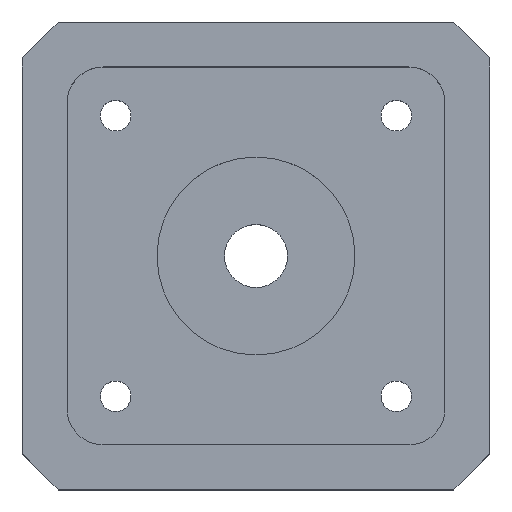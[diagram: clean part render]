
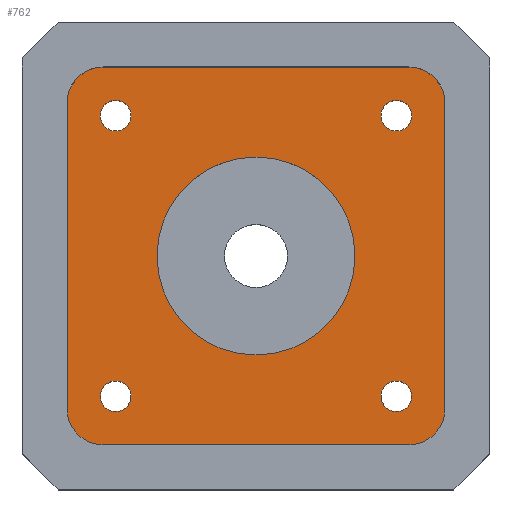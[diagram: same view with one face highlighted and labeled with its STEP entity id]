
A CAD part, top view. The second image highlights one B-rep face of the part: STEP entity #762.
In plain terms, the highlighted planar face has unit normal (0, 0, 1).
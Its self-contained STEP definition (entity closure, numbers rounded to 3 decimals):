
#20=FACE_BOUND('',#134,.T.);
#21=FACE_BOUND('',#135,.T.);
#22=FACE_BOUND('',#136,.T.);
#23=FACE_BOUND('',#137,.T.);
#24=FACE_BOUND('',#138,.T.);
#58=PLANE('',#833);
#86=FACE_OUTER_BOUND('',#133,.T.);
#133=EDGE_LOOP('',(#554,#555,#556,#557,#558,#559,#560,#561));
#134=EDGE_LOOP('',(#562));
#135=EDGE_LOOP('',(#563));
#136=EDGE_LOOP('',(#564));
#137=EDGE_LOOP('',(#565));
#138=EDGE_LOOP('',(#566));
#216=LINE('',#1169,#272);
#221=LINE('',#1183,#277);
#222=LINE('',#1185,#278);
#223=LINE('',#1189,#279);
#272=VECTOR('',#929,10.);
#277=VECTOR('',#942,10.);
#278=VECTOR('',#943,10.);
#279=VECTOR('',#946,10.);
#326=CIRCLE('',#827,4.);
#328=CIRCLE('',#831,4.);
#330=CIRCLE('',#834,4.);
#331=CIRCLE('',#835,4.);
#332=CIRCLE('',#836,1.7);
#333=CIRCLE('',#837,1.7);
#334=CIRCLE('',#838,1.7);
#335=CIRCLE('',#839,1.7);
#336=CIRCLE('',#840,11.);
#370=VERTEX_POINT('',#1159);
#371=VERTEX_POINT('',#1160);
#374=VERTEX_POINT('',#1168);
#376=VERTEX_POINT('',#1174);
#377=VERTEX_POINT('',#1175);
#380=VERTEX_POINT('',#1184);
#381=VERTEX_POINT('',#1186);
#382=VERTEX_POINT('',#1188);
#383=VERTEX_POINT('',#1191);
#384=VERTEX_POINT('',#1193);
#385=VERTEX_POINT('',#1195);
#386=VERTEX_POINT('',#1197);
#387=VERTEX_POINT('',#1199);
#444=EDGE_CURVE('',#370,#371,#326,.T.);
#448=EDGE_CURVE('',#374,#370,#216,.T.);
#451=EDGE_CURVE('',#376,#377,#328,.T.);
#455=EDGE_CURVE('',#371,#376,#221,.T.);
#456=EDGE_CURVE('',#377,#380,#222,.T.);
#457=EDGE_CURVE('',#380,#381,#330,.T.);
#458=EDGE_CURVE('',#381,#382,#223,.T.);
#459=EDGE_CURVE('',#382,#374,#331,.T.);
#460=EDGE_CURVE('',#383,#383,#332,.T.);
#461=EDGE_CURVE('',#384,#384,#333,.T.);
#462=EDGE_CURVE('',#385,#385,#334,.T.);
#463=EDGE_CURVE('',#386,#386,#335,.T.);
#464=EDGE_CURVE('',#387,#387,#336,.T.);
#554=ORIENTED_EDGE('',*,*,#444,.T.);
#555=ORIENTED_EDGE('',*,*,#455,.T.);
#556=ORIENTED_EDGE('',*,*,#451,.T.);
#557=ORIENTED_EDGE('',*,*,#456,.T.);
#558=ORIENTED_EDGE('',*,*,#457,.T.);
#559=ORIENTED_EDGE('',*,*,#458,.T.);
#560=ORIENTED_EDGE('',*,*,#459,.T.);
#561=ORIENTED_EDGE('',*,*,#448,.T.);
#562=ORIENTED_EDGE('',*,*,#460,.T.);
#563=ORIENTED_EDGE('',*,*,#461,.T.);
#564=ORIENTED_EDGE('',*,*,#462,.T.);
#565=ORIENTED_EDGE('',*,*,#463,.T.);
#566=ORIENTED_EDGE('',*,*,#464,.T.);
#762=ADVANCED_FACE('',(#86,#20,#21,#22,#23,#24),#58,.T.);
#827=AXIS2_PLACEMENT_3D('',#1161,#921,#922);
#831=AXIS2_PLACEMENT_3D('',#1176,#934,#935);
#833=AXIS2_PLACEMENT_3D('',#1182,#940,#941);
#834=AXIS2_PLACEMENT_3D('',#1187,#944,#945);
#835=AXIS2_PLACEMENT_3D('',#1190,#947,#948);
#836=AXIS2_PLACEMENT_3D('',#1192,#949,#950);
#837=AXIS2_PLACEMENT_3D('',#1194,#951,#952);
#838=AXIS2_PLACEMENT_3D('',#1196,#953,#954);
#839=AXIS2_PLACEMENT_3D('',#1198,#955,#956);
#840=AXIS2_PLACEMENT_3D('',#1200,#957,#958);
#921=DIRECTION('center_axis',(0.,0.,1.));
#922=DIRECTION('ref_axis',(0.707,0.707,0.));
#929=DIRECTION('',(0.,1.,0.));
#934=DIRECTION('center_axis',(0.,0.,1.));
#935=DIRECTION('ref_axis',(-0.707,0.707,0.));
#940=DIRECTION('center_axis',(0.,0.,1.));
#941=DIRECTION('ref_axis',(1.,0.,0.));
#942=DIRECTION('',(-1.,0.,0.));
#943=DIRECTION('',(0.,-1.,0.));
#944=DIRECTION('center_axis',(0.,0.,1.));
#945=DIRECTION('ref_axis',(-0.707,-0.707,0.));
#946=DIRECTION('',(1.,0.,0.));
#947=DIRECTION('center_axis',(0.,0.,1.));
#948=DIRECTION('ref_axis',(0.707,-0.707,0.));
#949=DIRECTION('center_axis',(0.,0.,-1.));
#950=DIRECTION('ref_axis',(-1.,0.,0.));
#951=DIRECTION('center_axis',(0.,0.,-1.));
#952=DIRECTION('ref_axis',(-1.,0.,0.));
#953=DIRECTION('center_axis',(0.,0.,-1.));
#954=DIRECTION('ref_axis',(-1.,0.,0.));
#955=DIRECTION('center_axis',(0.,0.,-1.));
#956=DIRECTION('ref_axis',(-1.,0.,0.));
#957=DIRECTION('center_axis',(0.,0.,-1.));
#958=DIRECTION('ref_axis',(-1.,0.,0.));
#1159=CARTESIAN_POINT('',(31.35,17.,32.5));
#1160=CARTESIAN_POINT('',(27.35,21.,32.5));
#1161=CARTESIAN_POINT('Origin',(27.35,17.,32.5));
#1168=CARTESIAN_POINT('',(31.35,-17.,32.5));
#1169=CARTESIAN_POINT('',(31.35,-10.5,32.5));
#1174=CARTESIAN_POINT('',(-6.65,21.,32.5));
#1175=CARTESIAN_POINT('',(-10.65,17.,32.5));
#1176=CARTESIAN_POINT('Origin',(-6.65,17.,32.5));
#1182=CARTESIAN_POINT('Origin',(10.35,0.,32.5));
#1183=CARTESIAN_POINT('',(20.85,21.,32.5));
#1184=CARTESIAN_POINT('',(-10.65,-17.,32.5));
#1185=CARTESIAN_POINT('',(-10.65,10.5,32.5));
#1186=CARTESIAN_POINT('',(-6.65,-21.,32.5));
#1187=CARTESIAN_POINT('Origin',(-6.65,-17.,32.5));
#1188=CARTESIAN_POINT('',(27.35,-21.,32.5));
#1189=CARTESIAN_POINT('',(-0.15,-21.,32.5));
#1190=CARTESIAN_POINT('Origin',(27.35,-17.,32.5));
#1191=CARTESIAN_POINT('',(-3.55,-15.6,32.5));
#1192=CARTESIAN_POINT('Origin',(-5.25,-15.6,32.5));
#1193=CARTESIAN_POINT('',(27.65,-15.6,32.5));
#1194=CARTESIAN_POINT('Origin',(25.95,-15.6,32.5));
#1195=CARTESIAN_POINT('',(27.65,15.6,32.5));
#1196=CARTESIAN_POINT('Origin',(25.95,15.6,32.5));
#1197=CARTESIAN_POINT('',(-3.55,15.6,32.5));
#1198=CARTESIAN_POINT('Origin',(-5.25,15.6,32.5));
#1199=CARTESIAN_POINT('',(21.35,0.,32.5));
#1200=CARTESIAN_POINT('Origin',(10.35,0.,32.5));
